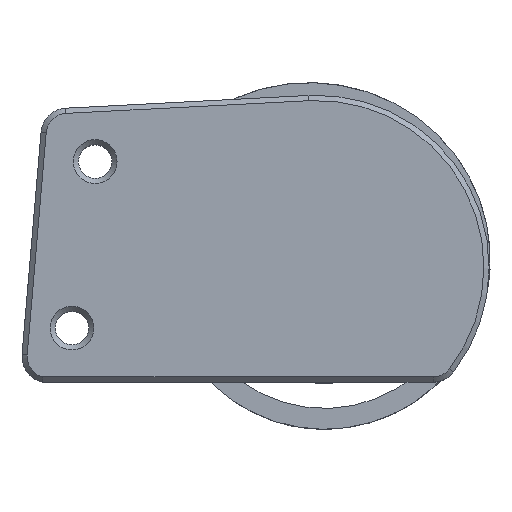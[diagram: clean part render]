
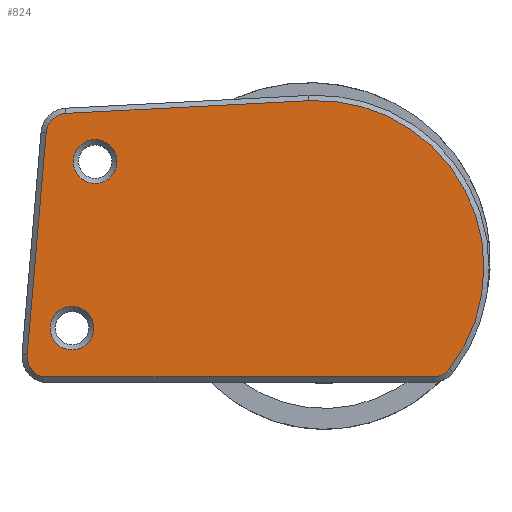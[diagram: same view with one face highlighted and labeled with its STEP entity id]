
A CAD part, top view. The second image highlights one B-rep face of the part: STEP entity #824.
In plain terms, the highlighted planar face has unit normal (0, 0, 1).
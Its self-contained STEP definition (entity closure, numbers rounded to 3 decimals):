
#25=FACE_BOUND('',#177,.T.);
#26=FACE_BOUND('',#178,.T.);
#53=CIRCLE('',#882,2.);
#54=CIRCLE('',#884,16.);
#57=CIRCLE('',#889,2.);
#58=CIRCLE('',#892,2.);
#62=CIRCLE('',#901,2.1);
#63=CIRCLE('',#902,2.1);
#126=FACE_OUTER_BOUND('',#176,.T.);
#176=EDGE_LOOP('',(#596,#597,#598,#599,#600,#601,#602));
#177=EDGE_LOOP('',(#603));
#178=EDGE_LOOP('',(#604));
#238=LINE('',#1251,#297);
#242=LINE('',#1272,#301);
#246=LINE('',#1284,#305);
#297=VECTOR('',#987,10.);
#301=VECTOR('',#1005,10.);
#305=VECTOR('',#1017,10.);
#356=VERTEX_POINT('',#1248);
#357=VERTEX_POINT('',#1250);
#359=VERTEX_POINT('',#1259);
#361=VERTEX_POINT('',#1264);
#363=VERTEX_POINT('',#1270);
#365=VERTEX_POINT('',#1277);
#367=VERTEX_POINT('',#1282);
#373=VERTEX_POINT('',#1308);
#374=VERTEX_POINT('',#1310);
#433=EDGE_CURVE('',#356,#357,#238,.T.);
#437=EDGE_CURVE('',#359,#356,#53,.T.);
#439=EDGE_CURVE('',#361,#359,#54,.T.);
#442=EDGE_CURVE('',#363,#361,#242,.T.);
#446=EDGE_CURVE('',#365,#363,#57,.T.);
#448=EDGE_CURVE('',#367,#365,#246,.T.);
#450=EDGE_CURVE('',#357,#367,#58,.T.);
#461=EDGE_CURVE('',#373,#373,#62,.T.);
#462=EDGE_CURVE('',#374,#374,#63,.T.);
#596=ORIENTED_EDGE('',*,*,#433,.F.);
#597=ORIENTED_EDGE('',*,*,#437,.F.);
#598=ORIENTED_EDGE('',*,*,#439,.F.);
#599=ORIENTED_EDGE('',*,*,#442,.F.);
#600=ORIENTED_EDGE('',*,*,#446,.F.);
#601=ORIENTED_EDGE('',*,*,#448,.F.);
#602=ORIENTED_EDGE('',*,*,#450,.F.);
#603=ORIENTED_EDGE('',*,*,#461,.F.);
#604=ORIENTED_EDGE('',*,*,#462,.F.);
#799=PLANE('',#900);
#824=ADVANCED_FACE('',(#126,#25,#26),#799,.T.);
#882=AXIS2_PLACEMENT_3D('',#1261,#993,#994);
#884=AXIS2_PLACEMENT_3D('',#1266,#998,#999);
#889=AXIS2_PLACEMENT_3D('',#1279,#1012,#1013);
#892=AXIS2_PLACEMENT_3D('',#1287,#1021,#1022);
#900=AXIS2_PLACEMENT_3D('',#1307,#1044,#1045);
#901=AXIS2_PLACEMENT_3D('',#1309,#1046,#1047);
#902=AXIS2_PLACEMENT_3D('',#1311,#1048,#1049);
#987=DIRECTION('',(-1.,0.,0.));
#993=DIRECTION('center_axis',(0.,0.,-1.));
#994=DIRECTION('ref_axis',(0.443,-0.896,0.));
#998=DIRECTION('center_axis',(0.,0.,-1.));
#999=DIRECTION('ref_axis',(1.,0.,0.));
#1005=DIRECTION('',(0.999,0.052,0.));
#1012=DIRECTION('center_axis',(0.,0.,-1.));
#1013=DIRECTION('ref_axis',(-0.695,0.719,0.));
#1017=DIRECTION('',(0.085,0.996,0.));
#1021=DIRECTION('center_axis',(0.,0.,-1.));
#1022=DIRECTION('ref_axis',(-0.216,-0.976,0.));
#1044=DIRECTION('center_axis',(0.,0.,1.));
#1045=DIRECTION('ref_axis',(1.,0.,0.));
#1046=DIRECTION('center_axis',(0.,0.,1.));
#1047=DIRECTION('ref_axis',(1.,0.,0.));
#1048=DIRECTION('center_axis',(0.,0.,1.));
#1049=DIRECTION('ref_axis',(1.,0.,0.));
#1248=CARTESIAN_POINT('',(11.085,-10.217,2.5));
#1250=CARTESIAN_POINT('',(-26.304,-10.217,2.5));
#1251=CARTESIAN_POINT('',(-16.197,-10.217,2.5));
#1259=CARTESIAN_POINT('',(12.674,-9.431,2.5));
#1261=CARTESIAN_POINT('Origin',(11.085,-8.217,2.5));
#1264=CARTESIAN_POINT('',(-0.877,16.261,2.5));
#1266=CARTESIAN_POINT('Origin',(-0.04,0.283,2.5));
#1270=CARTESIAN_POINT('',(-24.107,15.044,2.5));
#1272=CARTESIAN_POINT('',(-3.793,16.109,2.5));
#1277=CARTESIAN_POINT('',(-25.995,13.217,2.5));
#1279=CARTESIAN_POINT('Origin',(-24.002,13.047,2.5));
#1282=CARTESIAN_POINT('',(-27.815,-8.105,2.5));
#1284=CARTESIAN_POINT('',(-26.262,10.093,2.5));
#1287=CARTESIAN_POINT('Origin',(-25.822,-8.275,2.5));
#1307=CARTESIAN_POINT('Origin',(-6.032,3.033,2.5));
#1308=CARTESIAN_POINT('',(-25.624,-5.532,2.5));
#1309=CARTESIAN_POINT('Origin',(-23.524,-5.532,2.5));
#1310=CARTESIAN_POINT('',(-23.408,10.429,2.5));
#1311=CARTESIAN_POINT('Origin',(-21.308,10.429,2.5));
